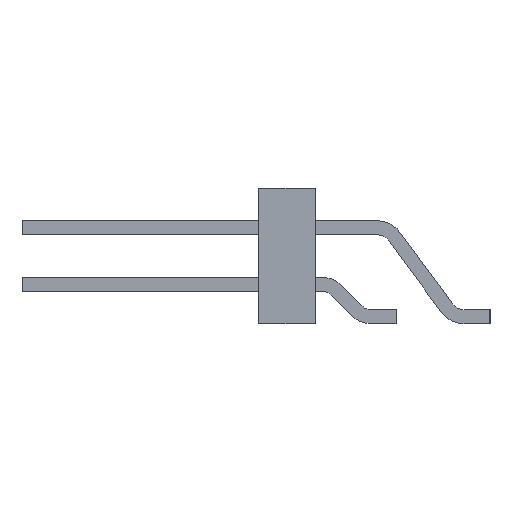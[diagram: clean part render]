
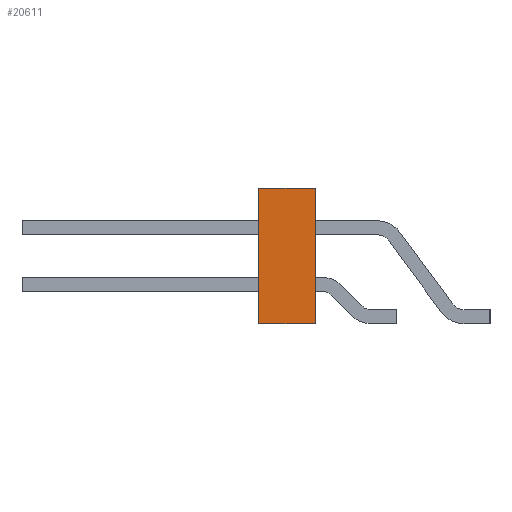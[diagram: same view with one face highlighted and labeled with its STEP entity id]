
A CAD part, left-side view. The second image highlights one B-rep face of the part: STEP entity #20611.
In plain terms, the highlighted face is planar.
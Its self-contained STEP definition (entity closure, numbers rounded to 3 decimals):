
#2434 = VERTEX_POINT('',#2435);
#2435 = CARTESIAN_POINT('',(20.32,3.048,1.27));
#2441 = EDGE_CURVE('',#2434,#2442,#2444,.T.);
#2442 = VERTEX_POINT('',#2443);
#2443 = CARTESIAN_POINT('',(20.32,3.048,-1.27));
#2444 = LINE('',#2445,#2446);
#2445 = CARTESIAN_POINT('',(20.32,3.048,1.27));
#2446 = VECTOR('',#2447,1.);
#2447 = DIRECTION('',(0.,0.,-1.));
#8940 = VERTEX_POINT('',#8941);
#8941 = CARTESIAN_POINT('',(20.32,-3.048,-1.27));
#8947 = EDGE_CURVE('',#8948,#8940,#8950,.T.);
#8948 = VERTEX_POINT('',#8949);
#8949 = CARTESIAN_POINT('',(20.32,-3.048,1.27));
#8950 = LINE('',#8951,#8952);
#8951 = CARTESIAN_POINT('',(20.32,-3.048,1.27));
#8952 = VECTOR('',#8953,1.);
#8953 = DIRECTION('',(0.,0.,-1.));
#15713 = EDGE_CURVE('',#8948,#2434,#15714,.T.);
#15714 = LINE('',#15715,#15716);
#15715 = CARTESIAN_POINT('',(20.32,-3.048,1.27));
#15716 = VECTOR('',#15717,1.);
#15717 = DIRECTION('',(0.,1.,0.));
#18412 = EDGE_CURVE('',#8940,#2442,#18413,.T.);
#18413 = LINE('',#18414,#18415);
#18414 = CARTESIAN_POINT('',(20.32,-3.048,-1.27));
#18415 = VECTOR('',#18416,1.);
#18416 = DIRECTION('',(0.,1.,0.));
#20611 = ADVANCED_FACE('',(#20612),#20618,.F.);
#20612 = FACE_BOUND('',#20613,.T.);
#20613 = EDGE_LOOP('',(#20614,#20615,#20616,#20617));
#20614 = ORIENTED_EDGE('',*,*,#18412,.T.);
#20615 = ORIENTED_EDGE('',*,*,#2441,.F.);
#20616 = ORIENTED_EDGE('',*,*,#15713,.F.);
#20617 = ORIENTED_EDGE('',*,*,#8947,.T.);
#20618 = PLANE('',#20619);
#20619 = AXIS2_PLACEMENT_3D('',#20620,#20621,#20622);
#20620 = CARTESIAN_POINT('',(20.32,-3.048,1.27));
#20621 = DIRECTION('',(-1.,0.,0.));
#20622 = DIRECTION('',(0.,0.,1.));
